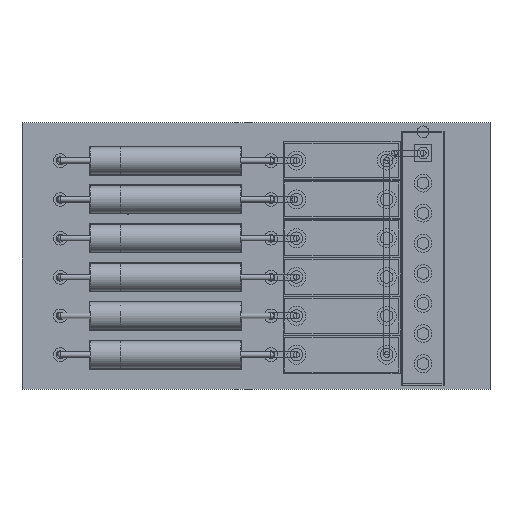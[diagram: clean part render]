
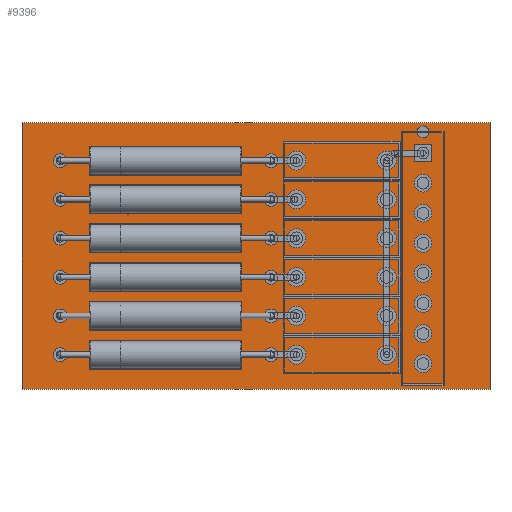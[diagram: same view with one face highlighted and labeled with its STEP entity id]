
A CAD part, top view. The second image highlights one B-rep face of the part: STEP entity #9396.
In plain terms, the highlighted planar face has unit normal (0, 0, 1).
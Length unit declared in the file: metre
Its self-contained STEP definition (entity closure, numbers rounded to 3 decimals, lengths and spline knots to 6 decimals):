
#7848 = EDGE_CURVE( '', #14037, #14038, #14039, .T. );
#8656 = EDGE_CURVE( '', #14038, #15357, #15358, .T. );
#9396 = ADVANCED_FACE( '', ( #16503 ), #16504, .F. );
#11462 = EDGE_CURVE( '', #17819, #14037, #19424, .T. );
#12064 = EDGE_CURVE( '', #15357, #17819, #20252, .T. );
#14037 = VERTEX_POINT( '', #20942 );
#14038 = VERTEX_POINT( '', #20943 );
#14039 = LINE( '', #20944, #20945 );
#15357 = VERTEX_POINT( '', #22640 );
#15358 = LINE( '', #22641, #22642 );
#16503 = FACE_OUTER_BOUND( '', #24132, .T. );
#16504 = PLANE( '', #24133 );
#17819 = VERTEX_POINT( '', #25862 );
#19424 = LINE( '', #28050, #28051 );
#20252 = LINE( '', #29162, #29163 );
#20942 = CARTESIAN_POINT( '', ( 0., 0., -0.000035 ) );
#20943 = CARTESIAN_POINT( '', ( 0.0395, 0., -0.000035 ) );
#20944 = CARTESIAN_POINT( '', ( 0., 0., -0.000035 ) );
#20945 = VECTOR( '', #29846, 1. );
#22640 = CARTESIAN_POINT( '', ( 0.0395, 0.0225, -0.000035 ) );
#22641 = CARTESIAN_POINT( '', ( 0.0395, 0., -0.000035 ) );
#22642 = VECTOR( '', #31389, 1. );
#24132 = EDGE_LOOP( '', ( #32788, #32789, #32790, #32791 ) );
#24133 = AXIS2_PLACEMENT_3D( '', #32792, #32793, #32794 );
#25862 = CARTESIAN_POINT( '', ( 0., 0.0225, -0.000035 ) );
#28050 = CARTESIAN_POINT( '', ( 0., 0.0225, -0.000035 ) );
#28051 = VECTOR( '', #36637, 1. );
#29162 = CARTESIAN_POINT( '', ( 0.0395, 0.0225, -0.000035 ) );
#29163 = VECTOR( '', #37813, 1. );
#29846 = DIRECTION( '', ( 1., 0., 0. ) );
#31389 = DIRECTION( '', ( 0., 1., 0. ) );
#32788 = ORIENTED_EDGE( '', *, *, #7848, .T. );
#32789 = ORIENTED_EDGE( '', *, *, #8656, .T. );
#32790 = ORIENTED_EDGE( '', *, *, #12064, .T. );
#32791 = ORIENTED_EDGE( '', *, *, #11462, .T. );
#32792 = CARTESIAN_POINT( '', ( 0., 0., -0.000035 ) );
#32793 = DIRECTION( '', ( 0., 0., -1. ) );
#32794 = DIRECTION( '', ( 0., -1., 0. ) );
#36637 = DIRECTION( '', ( 0., -1., 0. ) );
#37813 = DIRECTION( '', ( -1., 0., 0. ) );
